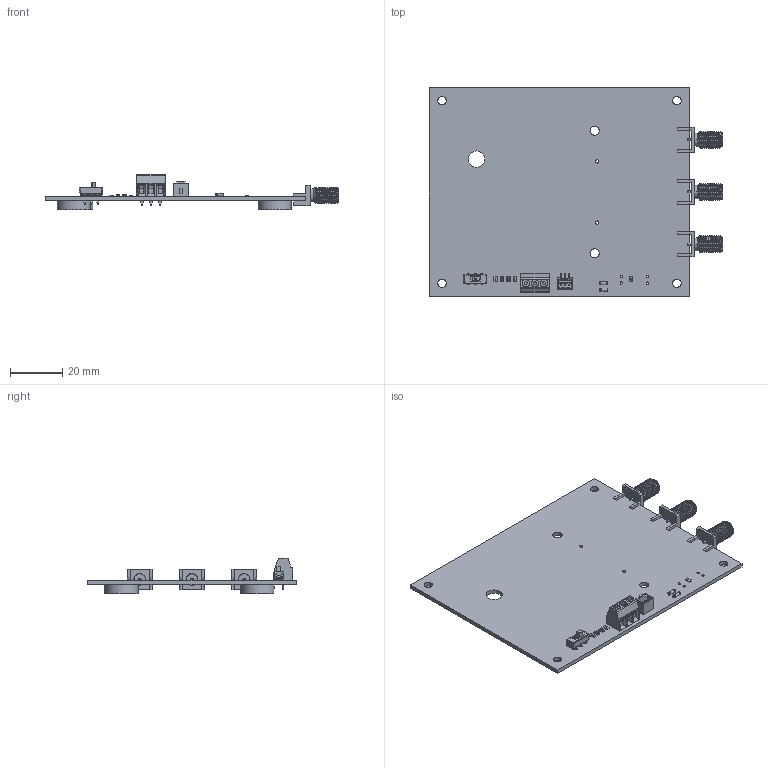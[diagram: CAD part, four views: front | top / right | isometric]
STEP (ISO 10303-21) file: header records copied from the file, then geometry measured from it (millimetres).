
FILE_DESCRIPTION (( 'STEP AP214' ), '1' );
FILE_NAME ('20.06.03_PDB EVAL_WEB.STEP', '2020-06-03T12:06:23', ( '' ), ( '' ), 'SwSTEP 2.0', 'SolidWorks 2018', '' );
FILE_SCHEMA (( 'AUTOMOTIVE_DESIGN' ));
Length unit declared in the file: millimetre
Products named in the file (1): 20.06.03_PDB EVAL_WEB
Bounding box: 112.63 x 79.95 x 13.58 mm (x, y, z)
Volume: 16031.4 mm3; surface area: 21414 mm2
Topology: 31 solids, 31 shells, 1284 faces, 3322 edges, 2167 vertices
Faces by surface type: plane 944, cylinder 283, cone 30, bspline 27
Full cylindrical faces by diameter (mm): 0.9 x6, 0.914 x4, 1.1 x2, 1.12 x2, 1.2 x9, 3.2 x4, 3.5 x2, 6.3 x1, 12.7 x4
Entity records: 59899 total; most frequent: CARTESIAN_POINT 14441, ORIENTED_EDGE 6576, DIRECTION 6043, EDGE_CURVE 3288, VECTOR 2581, LINE 2581, VERTEX_POINT 2167, AXIS2_PLACEMENT_3D 1731
